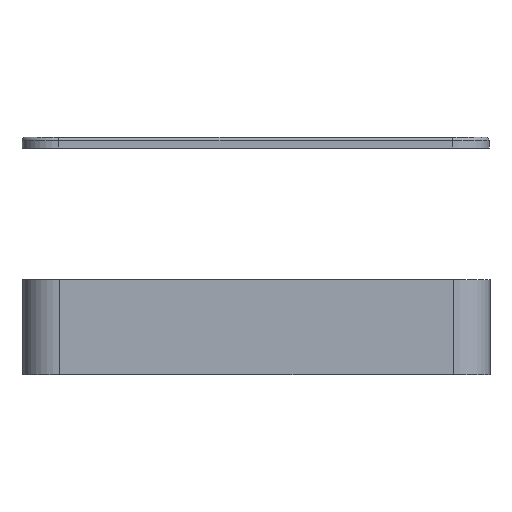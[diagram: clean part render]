
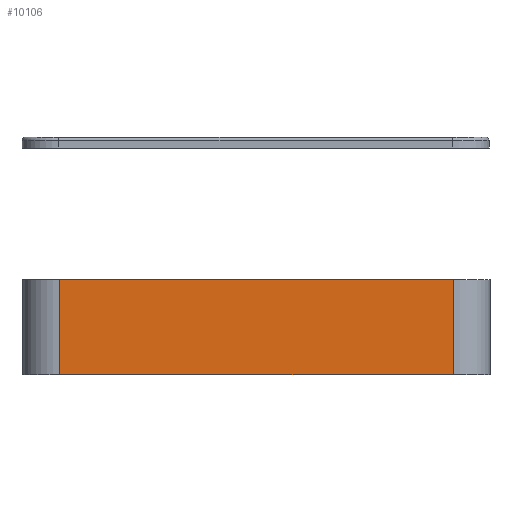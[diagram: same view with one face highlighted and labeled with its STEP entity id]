
A CAD part, left-side view. The second image highlights one B-rep face of the part: STEP entity #10106.
In plain terms, the highlighted planar face has unit normal (-1, 0, 0).
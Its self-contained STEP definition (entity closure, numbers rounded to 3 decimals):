
#1433=FACE_OUTER_BOUND('',#2018,.T.);
#2018=EDGE_LOOP('',(#8614,#8615,#8616,#8617));
#2761=LINE('',#18722,#3639);
#2774=LINE('',#18767,#3652);
#2781=LINE('',#18791,#3659);
#2785=LINE('',#18798,#3663);
#3639=VECTOR('',#11583,10.);
#3652=VECTOR('',#11624,10.);
#3659=VECTOR('',#11647,10.);
#3663=VECTOR('',#11657,10.);
#4657=VERTEX_POINT('',#18719);
#4658=VERTEX_POINT('',#18721);
#4675=VERTEX_POINT('',#18764);
#4676=VERTEX_POINT('',#18766);
#5996=EDGE_CURVE('',#4657,#4658,#2761,.T.);
#6016=EDGE_CURVE('',#4675,#4676,#2774,.T.);
#6029=EDGE_CURVE('',#4658,#4675,#2781,.T.);
#6033=EDGE_CURVE('',#4676,#4657,#2785,.T.);
#8614=ORIENTED_EDGE('',*,*,#6029,.F.);
#8615=ORIENTED_EDGE('',*,*,#5996,.F.);
#8616=ORIENTED_EDGE('',*,*,#6033,.F.);
#8617=ORIENTED_EDGE('',*,*,#6016,.F.);
#9623=PLANE('',#10484);
#10106=ADVANCED_FACE('',(#1433),#9623,.T.);
#10484=AXIS2_PLACEMENT_3D('',#18842,#11707,#11708);
#11583=DIRECTION('',(0.,1.,0.));
#11624=DIRECTION('',(0.,-1.,0.));
#11647=DIRECTION('',(0.,0.,1.));
#11657=DIRECTION('',(0.,0.,-1.));
#11707=DIRECTION('center_axis',(-1.,0.,0.));
#11708=DIRECTION('ref_axis',(0.,-1.,0.));
#18719=CARTESIAN_POINT('',(-10.4,-48.58,0.));
#18721=CARTESIAN_POINT('',(-10.4,5.2,0.));
#18722=CARTESIAN_POINT('',(-10.4,-53.58,0.));
#18764=CARTESIAN_POINT('',(-10.4,5.2,13.));
#18766=CARTESIAN_POINT('',(-10.4,-48.58,13.));
#18767=CARTESIAN_POINT('',(-10.4,-53.58,13.));
#18791=CARTESIAN_POINT('',(-10.4,5.2,0.));
#18798=CARTESIAN_POINT('',(-10.4,-48.58,0.));
#18842=CARTESIAN_POINT('Origin',(-10.4,10.2,0.));
